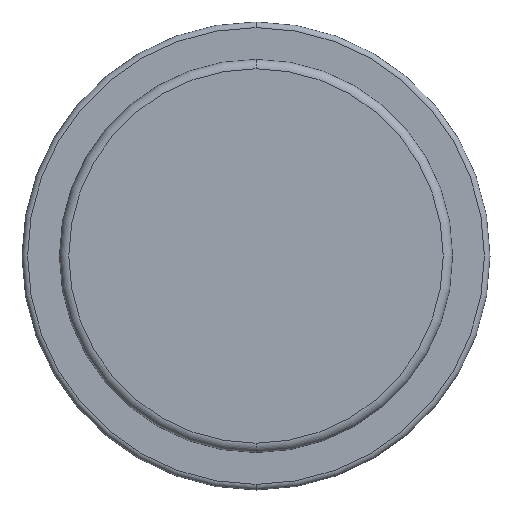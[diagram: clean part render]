
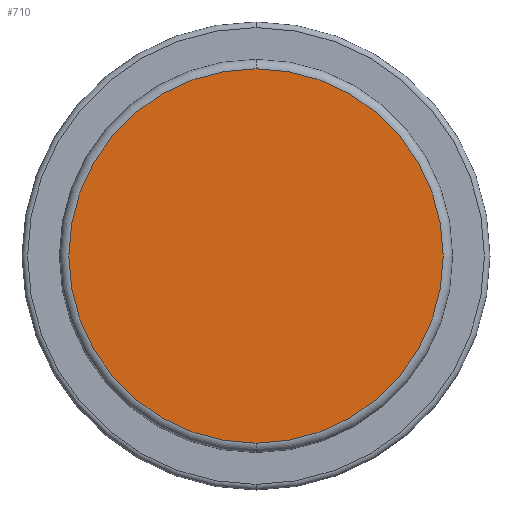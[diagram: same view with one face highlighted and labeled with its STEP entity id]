
A CAD part, front view. The second image highlights one B-rep face of the part: STEP entity #710.
In plain terms, the highlighted planar face has unit normal (0, -1, 0).
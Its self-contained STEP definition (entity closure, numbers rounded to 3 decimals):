
#14 = DIRECTION ( 'NONE',  ( 0., -1., 0. ) ) ;
#24 = CIRCLE ( 'NONE', #39, 5. ) ;
#27 = FACE_OUTER_BOUND ( 'NONE', #593, .T. ) ;
#39 = AXIS2_PLACEMENT_3D ( 'NONE', #195, #14, #243 ) ;
#80 = CARTESIAN_POINT ( 'NONE',  ( 0., 0., 0. ) ) ;
#138 = CARTESIAN_POINT ( 'NONE',  ( 0., 0., 0. ) ) ;
#155 = EDGE_CURVE ( 'NONE', #712, #567, #24, .T. ) ;
#176 = EDGE_CURVE ( 'NONE', #567, #712, #441, .T. ) ;
#193 = ORIENTED_EDGE ( 'NONE', *, *, #176, .T. ) ;
#195 = CARTESIAN_POINT ( 'NONE',  ( 0., 0., 0. ) ) ;
#242 = CARTESIAN_POINT ( 'NONE',  ( 0., 0., 5. ) ) ;
#243 = DIRECTION ( 'NONE',  ( 0., 0., 1. ) ) ;
#380 = DIRECTION ( 'NONE',  ( 0., -1., 0. ) ) ;
#441 = CIRCLE ( 'NONE', #488, 5. ) ;
#450 = DIRECTION ( 'NONE',  ( 0., 1., 0. ) ) ;
#488 = AXIS2_PLACEMENT_3D ( 'NONE', #80, #380, #734 ) ;
#515 = CARTESIAN_POINT ( 'NONE',  ( 0., 0., -5. ) ) ;
#516 = AXIS2_PLACEMENT_3D ( 'NONE', #138, #450, #687 ) ;
#567 = VERTEX_POINT ( 'NONE', #242 ) ;
#582 = ORIENTED_EDGE ( 'NONE', *, *, #155, .T. ) ;
#593 = EDGE_LOOP ( 'NONE', ( #193, #582 ) ) ;
#687 = DIRECTION ( 'NONE',  ( 0., 0., 1. ) ) ;
#691 = PLANE ( 'NONE',  #516 ) ;
#710 = ADVANCED_FACE ( 'NONE', ( #27 ), #691, .F. ) ;
#712 = VERTEX_POINT ( 'NONE', #515 ) ;
#734 = DIRECTION ( 'NONE',  ( 0., 0., 1. ) ) ;
